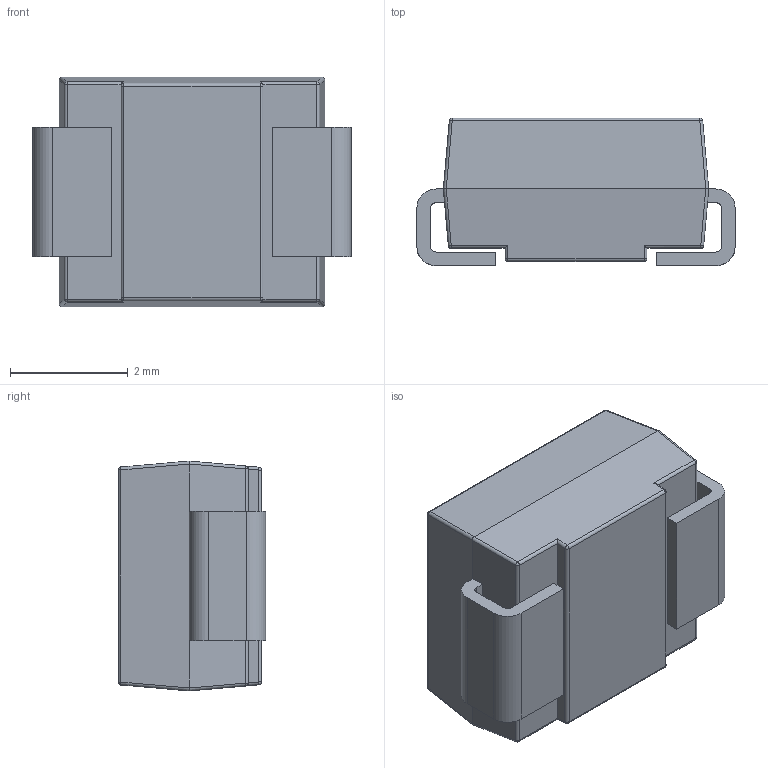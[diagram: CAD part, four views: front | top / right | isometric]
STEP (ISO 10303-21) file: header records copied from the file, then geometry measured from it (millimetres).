
FILE_DESCRIPTION (( 'STEP AP214' ), '1' );
FILE_NAME ('SMB (DO-214AA).STEP', '2021-04-29T01:19:24', ( 'Lukyanov A' ), ( '' ), 'SwSTEP 2.0', 'SolidWorks 2015', '' );
FILE_SCHEMA (( 'AUTOMOTIVE_DESIGN' ));
Length unit declared in the file: millimetre
Products named in the file (1): SMB (DO-214AA)
Bounding box: 5.4 x 2.5 x 3.9 mm (x, y, z)
Volume: 41.3 mm3; surface area: 95.8 mm2
Topology: 1 solids, 1 shells, 235 faces, 606 edges, 380 vertices
Faces by surface type: plane 134, bspline 55, cylinder 34, sphere 12
Entity records: 12188 total; most frequent: CARTESIAN_POINT 4645, ORIENTED_EDGE 1188, DIRECTION 886, EDGE_CURVE 594, LINE 420, VECTOR 420, VERTEX_POINT 380, EDGE_LOOP 254
